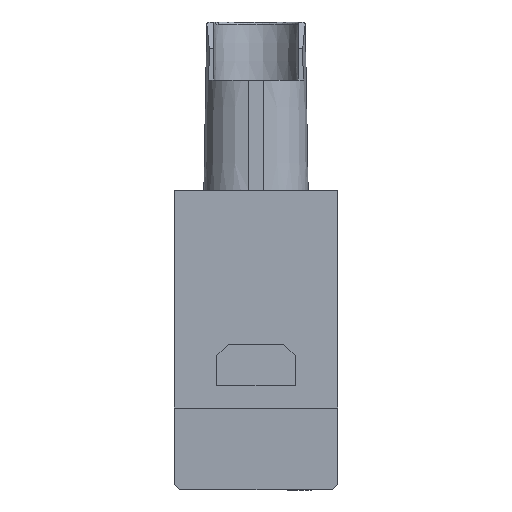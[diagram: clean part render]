
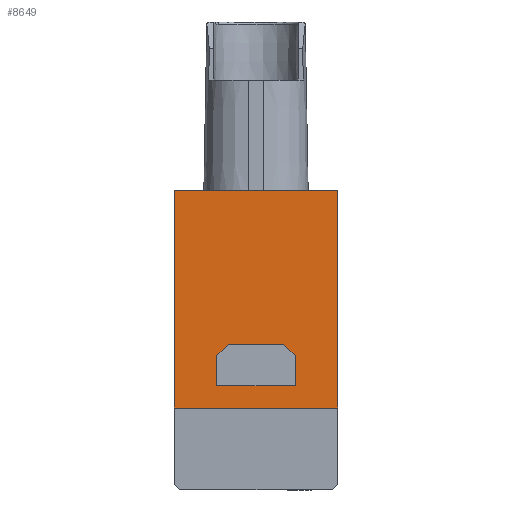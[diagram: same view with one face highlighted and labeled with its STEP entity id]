
A CAD part, front view. The second image highlights one B-rep face of the part: STEP entity #8649.
In plain terms, the highlighted planar face has unit normal (0, -1, 0).
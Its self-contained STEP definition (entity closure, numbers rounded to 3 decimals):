
#45=DIRECTION('',(0.,0.,1.));
#46=VECTOR('',#45,19.5);
#47=CARTESIAN_POINT('',(-7.325,-15.15,-17.3));
#48=LINE('',#47,#46);
#53=DIRECTION('',(0.,0.,-1.));
#54=VECTOR('',#53,19.5);
#55=CARTESIAN_POINT('',(7.325,-15.15,2.2));
#56=LINE('',#55,#54);
#60=DIRECTION('',(-1.,0.,0.));
#61=VECTOR('',#60,5.);
#62=CARTESIAN_POINT('',(2.5,-15.15,-11.6));
#63=LINE('',#62,#61);
#67=DIRECTION('',(-0.707,0.,-0.707));
#68=VECTOR('',#67,1.414);
#69=CARTESIAN_POINT('',(-2.5,-15.15,-11.6));
#70=LINE('',#69,#68);
#74=DIRECTION('',(0.,0.,-1.));
#75=VECTOR('',#74,2.7);
#76=CARTESIAN_POINT('',(-3.5,-15.15,-12.6));
#77=LINE('',#76,#75);
#81=DIRECTION('',(1.,0.,0.));
#82=VECTOR('',#81,7.);
#83=CARTESIAN_POINT('',(-3.5,-15.15,-15.3));
#84=LINE('',#83,#82);
#88=DIRECTION('',(0.,0.,1.));
#89=VECTOR('',#88,2.7);
#90=CARTESIAN_POINT('',(3.5,-15.15,-15.3));
#91=LINE('',#90,#89);
#95=DIRECTION('',(-0.707,0.,0.707));
#96=VECTOR('',#95,1.414);
#97=CARTESIAN_POINT('',(3.5,-15.15,-12.6));
#98=LINE('',#97,#96);
#172=DIRECTION('',(1.,0.,0.));
#173=VECTOR('',#172,14.65);
#174=CARTESIAN_POINT('',(-7.325,-15.15,-17.3));
#175=LINE('',#174,#173);
#263=DIRECTION('',(-1.,0.,0.));
#264=VECTOR('',#263,14.65);
#265=CARTESIAN_POINT('',(7.325,-15.15,2.2));
#266=LINE('',#265,#264);
#7559=CARTESIAN_POINT('',(-7.325,-15.15,-17.3));
#7560=CARTESIAN_POINT('',(-7.325,-15.15,2.2));
#7561=VERTEX_POINT('',#7559);
#7562=VERTEX_POINT('',#7560);
#7563=CARTESIAN_POINT('',(7.325,-15.15,2.2));
#7564=VERTEX_POINT('',#7563);
#7565=CARTESIAN_POINT('',(7.325,-15.15,-17.3));
#7566=VERTEX_POINT('',#7565);
#7567=CARTESIAN_POINT('',(2.5,-15.15,-11.6));
#7568=CARTESIAN_POINT('',(-2.5,-15.15,-11.6));
#7569=VERTEX_POINT('',#7567);
#7570=VERTEX_POINT('',#7568);
#7571=CARTESIAN_POINT('',(-3.5,-15.15,-12.6));
#7572=VERTEX_POINT('',#7571);
#7573=CARTESIAN_POINT('',(-3.5,-15.15,-15.3));
#7574=VERTEX_POINT('',#7573);
#7575=CARTESIAN_POINT('',(3.5,-15.15,-15.3));
#7576=VERTEX_POINT('',#7575);
#7577=CARTESIAN_POINT('',(3.5,-15.15,-12.6));
#7578=VERTEX_POINT('',#7577);
#8620=CARTESIAN_POINT('',(-7.325,-15.15,2.2));
#8621=DIRECTION('',(0.,-1.,0.));
#8622=DIRECTION('',(0.,0.,-1.));
#8623=AXIS2_PLACEMENT_3D('',#8620,#8621,#8622);
#8624=PLANE('',#8623);
#8626=ORIENTED_EDGE('',*,*,#8625,.T.);
#8628=ORIENTED_EDGE('',*,*,#8627,.F.);
#8630=ORIENTED_EDGE('',*,*,#8629,.T.);
#8632=ORIENTED_EDGE('',*,*,#8631,.F.);
#8633=EDGE_LOOP('',(#8626,#8628,#8630,#8632));
#8634=FACE_OUTER_BOUND('',#8633,.F.);
#8636=ORIENTED_EDGE('',*,*,#8635,.T.);
#8638=ORIENTED_EDGE('',*,*,#8637,.T.);
#8640=ORIENTED_EDGE('',*,*,#8639,.T.);
#8642=ORIENTED_EDGE('',*,*,#8641,.T.);
#8644=ORIENTED_EDGE('',*,*,#8643,.T.);
#8646=ORIENTED_EDGE('',*,*,#8645,.T.);
#8647=EDGE_LOOP('',(#8636,#8638,#8640,#8642,#8644,#8646));
#8648=FACE_BOUND('',#8647,.F.);
#8625=EDGE_CURVE('',#7561,#7562,#48,.T.);
#8627=EDGE_CURVE('',#7564,#7562,#266,.T.);
#8629=EDGE_CURVE('',#7564,#7566,#56,.T.);
#8631=EDGE_CURVE('',#7561,#7566,#175,.T.);
#8635=EDGE_CURVE('',#7569,#7570,#63,.T.);
#8637=EDGE_CURVE('',#7570,#7572,#70,.T.);
#8639=EDGE_CURVE('',#7572,#7574,#77,.T.);
#8641=EDGE_CURVE('',#7574,#7576,#84,.T.);
#8643=EDGE_CURVE('',#7576,#7578,#91,.T.);
#8645=EDGE_CURVE('',#7578,#7569,#98,.T.);
#8649=ADVANCED_FACE('',(#8634,#8648),#8624,.T.);
